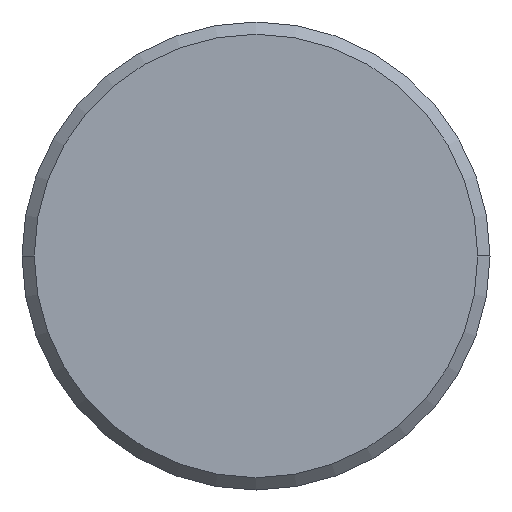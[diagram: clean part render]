
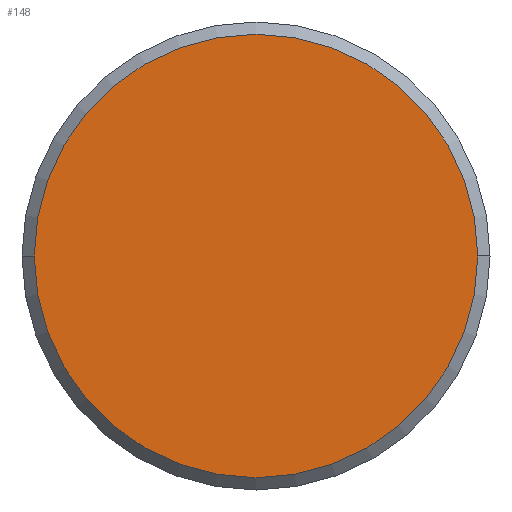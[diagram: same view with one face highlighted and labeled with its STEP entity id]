
A CAD part, left-side view. The second image highlights one B-rep face of the part: STEP entity #148.
In plain terms, the highlighted planar face has unit normal (-1, 0, 0).
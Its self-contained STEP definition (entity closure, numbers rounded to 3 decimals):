
#21 = CARTESIAN_POINT ( 'NONE',  ( -62.5, 0., 0. ) ) ;
#45 = VERTEX_POINT ( 'NONE', #153 ) ;
#54 = DIRECTION ( 'NONE',  ( 0., 1., 0. ) ) ;
#57 = ORIENTED_EDGE ( 'NONE', *, *, #279, .F. ) ;
#84 = CIRCLE ( 'NONE', #219, 9.025 ) ;
#93 = ORIENTED_EDGE ( 'NONE', *, *, #354, .F. ) ;
#102 = CARTESIAN_POINT ( 'NONE',  ( -62.5, 0., 0. ) ) ;
#110 = FACE_OUTER_BOUND ( 'NONE', #230, .T. ) ;
#118 = AXIS2_PLACEMENT_3D ( 'NONE', #21, #209, #54 ) ;
#140 = CARTESIAN_POINT ( 'NONE',  ( -62.5, 0., 0. ) ) ;
#148 = ADVANCED_FACE ( 'NONE', ( #110 ), #321, .T. ) ;
#153 = CARTESIAN_POINT ( 'NONE',  ( -62.5, 9.025, 0. ) ) ;
#156 = DIRECTION ( 'NONE',  ( -1., 0., 0. ) ) ;
#163 = CARTESIAN_POINT ( 'NONE',  ( -62.5, -9.025, 0. ) ) ;
#165 = DIRECTION ( 'NONE',  ( 0., 1., 0. ) ) ;
#169 = CIRCLE ( 'NONE', #118, 9.025 ) ;
#209 = DIRECTION ( 'NONE',  ( 1., 0., 0. ) ) ;
#219 = AXIS2_PLACEMENT_3D ( 'NONE', #140, #333, #165 ) ;
#230 = EDGE_LOOP ( 'NONE', ( #57, #93 ) ) ;
#279 = EDGE_CURVE ( 'NONE', #45, #312, #169, .T. ) ;
#312 = VERTEX_POINT ( 'NONE', #163 ) ;
#321 = PLANE ( 'NONE',  #325 ) ;
#325 = AXIS2_PLACEMENT_3D ( 'NONE', #102, #156, #352 ) ;
#333 = DIRECTION ( 'NONE',  ( 1., 0., 0. ) ) ;
#352 = DIRECTION ( 'NONE',  ( 0., -1., 0. ) ) ;
#354 = EDGE_CURVE ( 'NONE', #312, #45, #84, .T. ) ;
